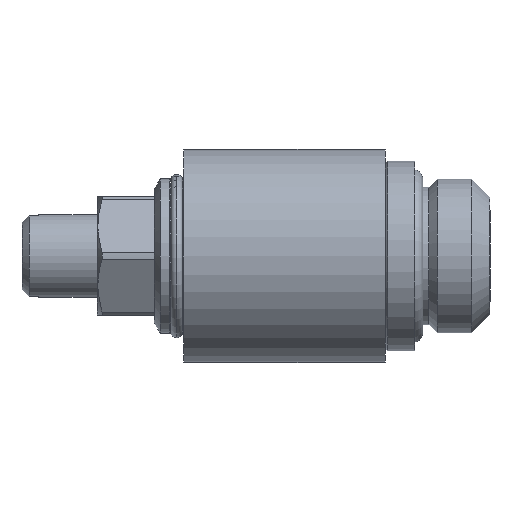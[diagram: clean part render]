
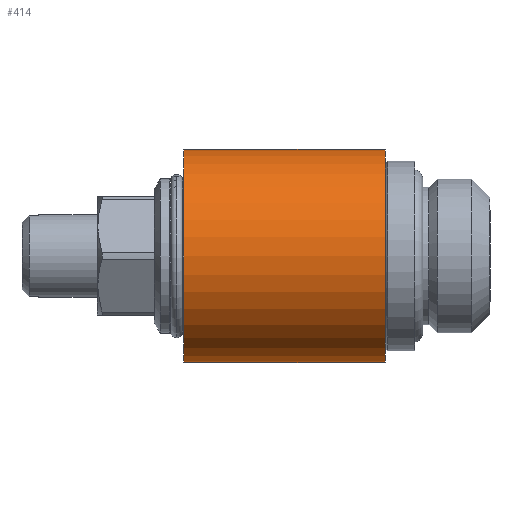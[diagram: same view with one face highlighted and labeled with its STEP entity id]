
A CAD part, left-side view. The second image highlights one B-rep face of the part: STEP entity #414.
In plain terms, the highlighted cylindrical face has radius 9 mm (diameter 18 mm), a partial arc.
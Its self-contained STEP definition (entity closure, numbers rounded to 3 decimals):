
#34 = EDGE_CURVE ( 'NONE', #69, #68, #599, .T. ) ;
#68 = VERTEX_POINT ( 'NONE', #750 ) ;
#69 = VERTEX_POINT ( 'NONE', #775 ) ;
#72 = EDGE_CURVE ( 'NONE', #74, #73, #770, .T. ) ;
#73 = VERTEX_POINT ( 'NONE', #766 ) ;
#74 = VERTEX_POINT ( 'NONE', #765 ) ;
#247 = ORIENTED_EDGE ( 'NONE', *, *, #254, .T. ) ;
#250 = ORIENTED_EDGE ( 'NONE', *, *, #34, .T. ) ;
#251 = EDGE_CURVE ( 'NONE', #74, #69, #1012, .T. ) ;
#254 = EDGE_CURVE ( 'NONE', #68, #73, #1001, .T. ) ;
#256 = ORIENTED_EDGE ( 'NONE', *, *, #251, .T. ) ;
#414 = ADVANCED_FACE ( 'NONE', ( #1267 ), #1279, .T. ) ;
#415 = ORIENTED_EDGE ( 'NONE', *, *, #72, .F. ) ;
#422 = EDGE_LOOP ( 'NONE', ( #415, #256, #250, #247 ) ) ;
#598 = VECTOR ( 'NONE', #663, 1000. ) ;
#599 = LINE ( 'NONE', #641, #598 ) ;
#641 = CARTESIAN_POINT ( 'NONE',  ( 0., 32.286, 9. ) ) ;
#663 = DIRECTION ( 'NONE',  ( 0., 1., 0. ) ) ;
#750 = CARTESIAN_POINT ( 'NONE',  ( 0., 26.2, 9. ) ) ;
#765 = CARTESIAN_POINT ( 'NONE',  ( 0., 9.2, -9. ) ) ;
#766 = CARTESIAN_POINT ( 'NONE',  ( 0., 26.2, -9. ) ) ;
#767 = DIRECTION ( 'NONE',  ( 0., 1., 0. ) ) ;
#768 = VECTOR ( 'NONE', #767, 1000. ) ;
#769 = CARTESIAN_POINT ( 'NONE',  ( 0., 32.286, -9. ) ) ;
#770 = LINE ( 'NONE', #769, #768 ) ;
#775 = CARTESIAN_POINT ( 'NONE',  ( 0., 9.2, 9. ) ) ;
#987 = CARTESIAN_POINT ( 'NONE',  ( 0., 9.2, 0. ) ) ;
#989 = DIRECTION ( 'NONE',  ( 0., 0., -1. ) ) ;
#990 = DIRECTION ( 'NONE',  ( 0., -1., 0. ) ) ;
#991 = CARTESIAN_POINT ( 'NONE',  ( 0., 26.2, 0. ) ) ;
#992 = AXIS2_PLACEMENT_3D ( 'NONE', #991, #990, #989 ) ;
#999 = DIRECTION ( 'NONE',  ( 0., 1., 0. ) ) ;
#1000 = AXIS2_PLACEMENT_3D ( 'NONE', #987, #999, #1010 ) ;
#1001 = CIRCLE ( 'NONE', #992, 9. ) ;
#1010 = DIRECTION ( 'NONE',  ( 0., 0., 1. ) ) ;
#1012 = CIRCLE ( 'NONE', #1000, 9. ) ;
#1267 = FACE_OUTER_BOUND ( 'NONE', #422, .T. ) ;
#1278 = CARTESIAN_POINT ( 'NONE',  ( 0., 32.286, 0. ) ) ;
#1279 = CYLINDRICAL_SURFACE ( 'NONE', #1292, 9. ) ;
#1290 = DIRECTION ( 'NONE',  ( 0., 0., 1. ) ) ;
#1291 = DIRECTION ( 'NONE',  ( 0., 1., 0. ) ) ;
#1292 = AXIS2_PLACEMENT_3D ( 'NONE', #1278, #1291, #1290 ) ;
